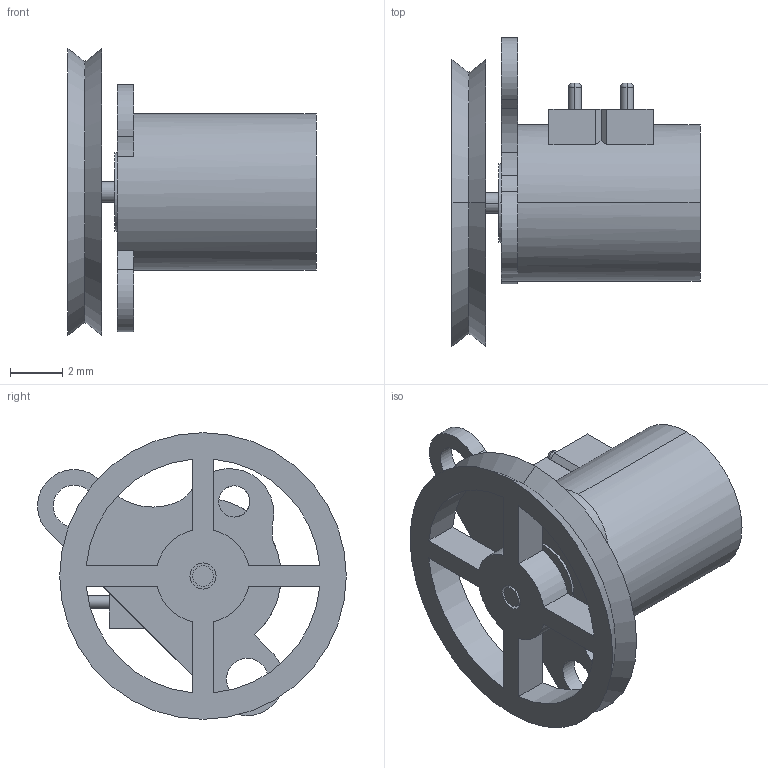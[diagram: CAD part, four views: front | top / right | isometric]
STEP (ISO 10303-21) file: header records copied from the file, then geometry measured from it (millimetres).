
FILE_DESCRIPTION (( 'STEP AP214' ), '1' );
FILE_NAME ('tinycar-motor-wheel.STEP', '2021-03-31T14:09:24', ( '' ), ( '' ), 'SwSTEP 2.0', 'SolidWorks 2019', '' );
FILE_SCHEMA (( 'AUTOMOTIVE_DESIGN' ));
Length unit declared in the file: inch
Products named in the file (3): tinycar-wheel; tinycar-stepper; tinycar-motor-wheel
Assembly tree (2 placements, depth 2):
  tinycar-motor-wheel
    tinycar-stepper
    tinycar-wheel
Bounding box: 9.52 x 11.84 x 11 mm (x, y, z)
Volume: 295.4 mm3; surface area: 515.4 mm2
Topology: 2 solids, 2 shells, 94 faces, 237 edges, 153 vertices
Faces by surface type: plane 44, cylinder 38, torus 8, cone 4
Entity records: 3919 total; most frequent: DIRECTION 543, CARTESIAN_POINT 501, ORIENTED_EDGE 474, EDGE_CURVE 237, AXIS2_PLACEMENT_3D 211, VERTEX_POINT 153, LINE 121, VECTOR 121
